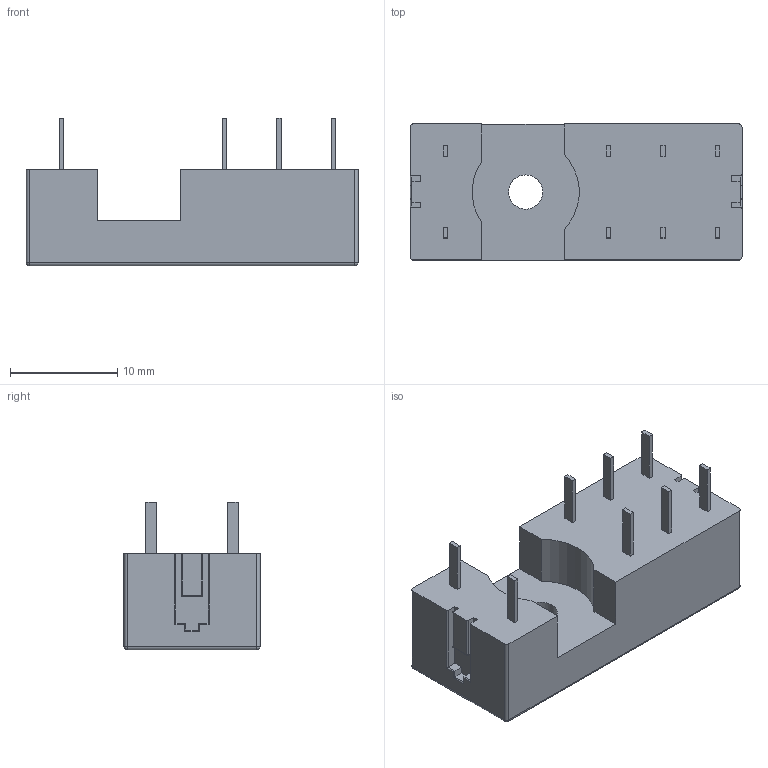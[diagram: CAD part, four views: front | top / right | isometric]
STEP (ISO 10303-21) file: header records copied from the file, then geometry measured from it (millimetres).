
FILE_DESCRIPTION((''),'2;1');
FILE_NAME('C-8-1393234-5','2012-04-25T',('workeradm'),('Tyco Electronics Ltd.'),'PRO/ENGINEER BY PARAMETRIC TECHNOLOGY CORPORATION, 2010430','PRO/ENGINEER BY PARAMETRIC TECHNOLOGY CORPORATION, 2010430','');
FILE_SCHEMA(('AUTOMOTIVE_DESIGN { 1 0 10303 214 1 1 1 1 }'));
Length unit declared in the file: millimetre
Products named in the file (1): C-8-1393234-5
Bounding box: 31 x 12.7 x 13.8 mm (x, y, z)
Volume: 2905.1 mm3; surface area: 1863.4 mm2
Topology: 1 solids, 1 shells, 167 faces, 404 edges, 256 vertices
Faces by surface type: plane 117, cylinder 38, sphere 8, torus 4
Entity records: 5119 total; most frequent: CARTESIAN_POINT 913, ORIENTED_EDGE 808, DIRECTION 786, EDGE_CURVE 404, VECTOR 332, LINE 332, VERTEX_POINT 256, AXIS2_PLACEMENT_3D 227
